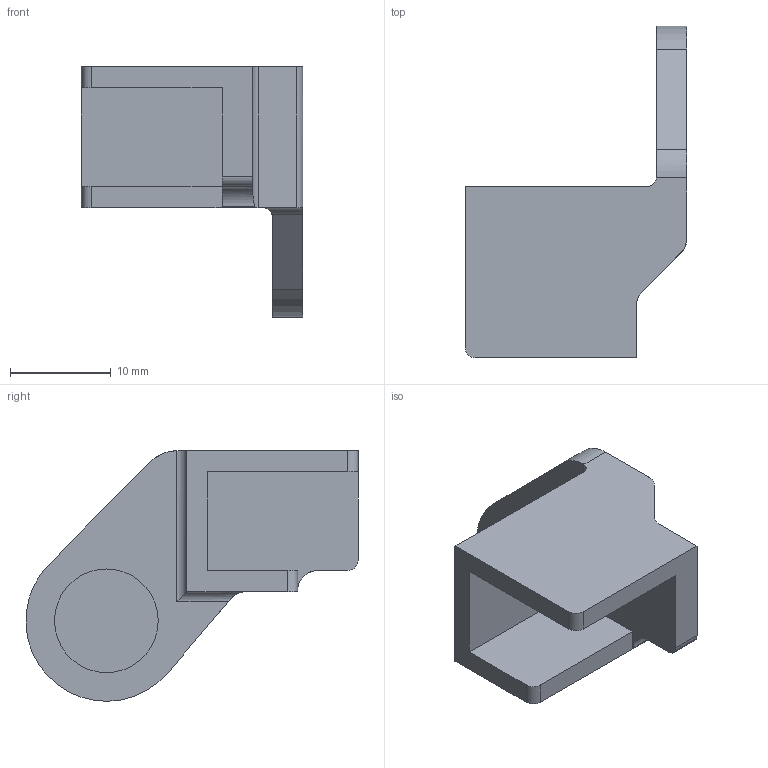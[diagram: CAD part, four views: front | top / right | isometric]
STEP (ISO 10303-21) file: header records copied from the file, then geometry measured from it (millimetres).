
FILE_DESCRIPTION(/* description */ (''),/* implementation_level */ '2;1');
FILE_NAME(/* name */ 'Z Axis Mount.step',/* time_stamp */ '2021-09-25T16:41:42-07:00',/* author */ (''),/* organization */ (''),/* preprocessor_version */ 'ST-DEVELOPER v18.1',/* originating_system */ 'Autodesk Translation Framework v10.10.0.1391',/* authorisation */ '');
FILE_SCHEMA (('AUTOMOTIVE_DESIGN { 1 0 10303 214 3 1 1 }'));
Length unit declared in the file: millimetre
Products named in the file (1): Z Axis Mount
Bounding box: 22 x 32.98 x 24.9 mm (x, y, z)
Volume: 3088.3 mm3; surface area: 2683.8 mm2
Topology: 1 solids, 1 shells, 31 faces, 83 edges, 55 vertices
Faces by surface type: plane 19, cylinder 12
Full cylindrical faces by diameter (mm): 10.3 x1
Entity records: 1025 total; most frequent: CARTESIAN_POINT 202, ORIENTED_EDGE 166, DIRECTION 164, EDGE_CURVE 83, LINE 56, VECTOR 56, VERTEX_POINT 55, AXIS2_PLACEMENT_3D 54
